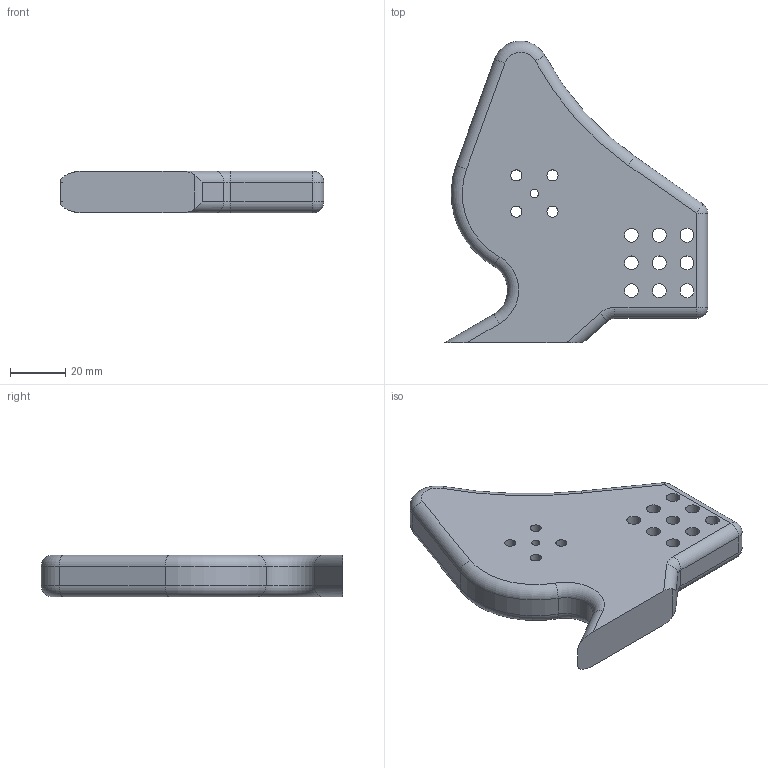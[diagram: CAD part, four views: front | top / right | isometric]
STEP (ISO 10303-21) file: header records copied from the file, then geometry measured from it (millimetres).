
FILE_DESCRIPTION(('FreeCAD Model'),'2;1');
FILE_NAME('Open CASCADE Shape Model','2025-04-12T16:20:48',(''),(''), 'Open CASCADE STEP processor 7.8','FreeCAD','Unknown');
FILE_SCHEMA(('AUTOMOTIVE_DESIGN { 1 0 10303 214 1 1 1 1 }'));
Length unit declared in the file: millimetre
Products named in the file (1): Body
Bounding box: 95 x 108.77 x 15 mm (x, y, z)
Volume: 91609.3 mm3; surface area: 20563.2 mm2
Topology: 1 solids, 1 shells, 63 faces, 150 edges, 88 vertices
Faces by surface type: cylinder 37, plane 12, torus 10, sphere 4
Full cylindrical faces by diameter (mm): 3 x3, 4 x4, 5 x9, 7.938 x1
Entity records: 1882 total; most frequent: DIRECTION 362, CARTESIAN_POINT 298, ORIENTED_EDGE 292, AXIS2_PLACEMENT_3D 152, EDGE_CURVE 146, FACE_BOUND 94, EDGE_LOOP 94, VERTEX_POINT 88
